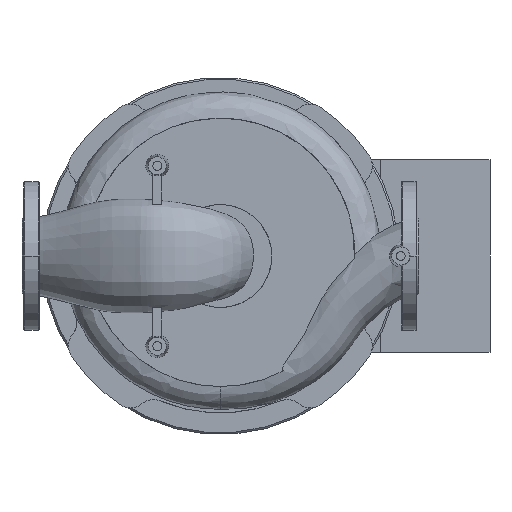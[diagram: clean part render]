
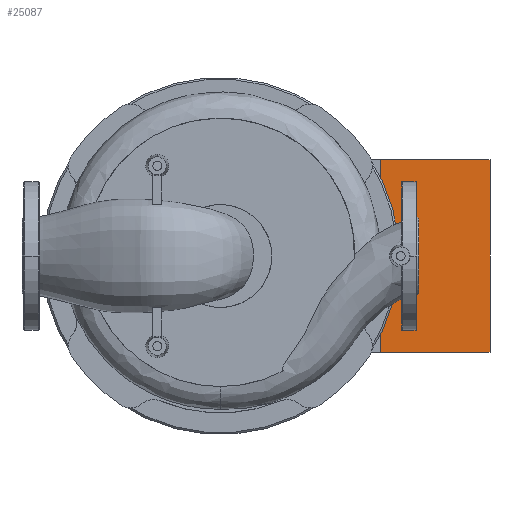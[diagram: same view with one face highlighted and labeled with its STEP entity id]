
A CAD part, front view. The second image highlights one B-rep face of the part: STEP entity #25087.
In plain terms, the highlighted planar face has unit normal (0, -1, 0).
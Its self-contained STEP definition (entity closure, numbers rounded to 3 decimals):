
#25048=CARTESIAN_POINT('',(519.0,337.5,-106.8));
#25049=DIRECTION('',(0.0,-1.0,0.0));
#25050=DIRECTION('',(0.0,0.0,-1.0));
#25051=AXIS2_PLACEMENT_3D('',#25048,#25049,#25050);
#25052=PLANE('',#25051);
#25053=CARTESIAN_POINT('',(519.0,337.5,106.8));
#25054=VERTEX_POINT('',#25053);
#25055=CARTESIAN_POINT('',(398.0,337.5,106.8));
#25056=VERTEX_POINT('',#25055);
#25057=CARTESIAN_POINT('',(519.0,337.5,106.8));
#25058=DIRECTION('',(-1.0,0.0,0.0));
#25059=VECTOR('',#25058,121.0);
#25060=LINE('',#25057,#25059);
#25061=EDGE_CURVE('',#25054,#25056,#25060,.T.);
#25062=ORIENTED_EDGE('',*,*,#25061,.T.);
#25063=CARTESIAN_POINT('',(398.0,337.5,-106.8));
#25064=VERTEX_POINT('',#25063);
#25065=CARTESIAN_POINT('',(398.0,337.5,-106.8));
#25066=DIRECTION('',(0.0,0.0,1.0));
#25067=VECTOR('',#25066,213.6);
#25068=LINE('',#25065,#25067);
#25069=EDGE_CURVE('',#25064,#25056,#25068,.T.);
#25070=ORIENTED_EDGE('',*,*,#25069,.F.);
#25071=CARTESIAN_POINT('',(519.0,337.5,-106.8));
#25072=VERTEX_POINT('',#25071);
#25073=CARTESIAN_POINT('',(519.0,337.5,-106.8));
#25074=DIRECTION('',(-1.0,0.0,0.0));
#25075=VECTOR('',#25074,121.0);
#25076=LINE('',#25073,#25075);
#25077=EDGE_CURVE('',#25072,#25064,#25076,.T.);
#25078=ORIENTED_EDGE('',*,*,#25077,.F.);
#25079=CARTESIAN_POINT('',(519.0,337.5,-106.8));
#25080=DIRECTION('',(0.0,0.0,1.0));
#25081=VECTOR('',#25080,213.6);
#25082=LINE('',#25079,#25081);
#25083=EDGE_CURVE('',#25072,#25054,#25082,.T.);
#25084=ORIENTED_EDGE('',*,*,#25083,.T.);
#25085=EDGE_LOOP('',(#25062,#25070,#25078,#25084));
#25086=FACE_OUTER_BOUND('',#25085,.T.);
#25087=ADVANCED_FACE('',(#25086),#25052,.T.);
